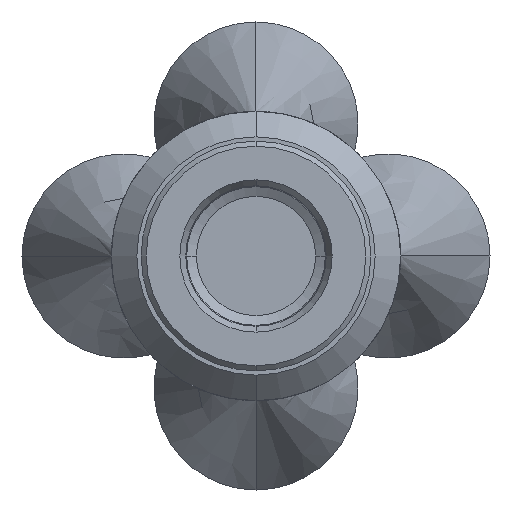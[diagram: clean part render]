
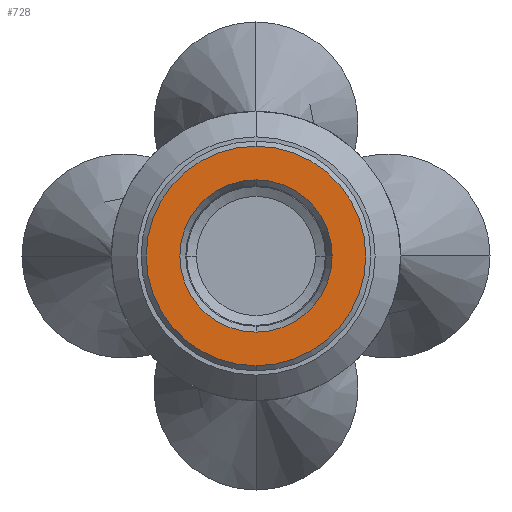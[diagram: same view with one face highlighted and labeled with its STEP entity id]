
A CAD part, front view. The second image highlights one B-rep face of the part: STEP entity #728.
In plain terms, the highlighted planar face has unit normal (0, -1, 0).
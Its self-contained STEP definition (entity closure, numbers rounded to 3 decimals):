
#176 = EDGE_LOOP ( 'NONE', ( #1395, #4513 ) ) ;
#282 = VERTEX_POINT ( 'NONE', #3328 ) ;
#389 = VERTEX_POINT ( 'NONE', #3428 ) ;
#390 = EDGE_LOOP ( 'NONE', ( #4508, #4542 ) ) ;
#433 = VERTEX_POINT ( 'NONE', #3468 ) ;
#453 = VERTEX_POINT ( 'NONE', #3485 ) ;
#619 = EDGE_CURVE ( 'NONE', #282, #389, #4327, .T. ) ;
#684 = EDGE_CURVE ( 'NONE', #389, #282, #3130, .T. ) ;
#728 = ADVANCED_FACE ( 'NONE', ( #1933, #1936 ), #1937, .T. ) ;
#847 = AXIS2_PLACEMENT_3D ( 'NONE', #1932, #1939, #1940 ) ;
#1013 = AXIS2_PLACEMENT_3D ( 'NONE', #4933, #4934, #4935 ) ;
#1124 = CIRCLE ( 'NONE', #1013, 6.45 ) ;
#1395 = ORIENTED_EDGE ( 'NONE', *, *, #2620, .F. ) ;
#1503 = CARTESIAN_POINT ( 'NONE',  ( 0., -8.2, 0. ) ) ;
#1504 = DIRECTION ( 'NONE',  ( 0., 1., 0. ) ) ;
#1505 = DIRECTION ( 'NONE',  ( 0., 0., -1. ) ) ;
#1740 = CARTESIAN_POINT ( 'NONE',  ( 0., -8.2, 0. ) ) ;
#1741 = DIRECTION ( 'NONE',  ( 0., 1., 0. ) ) ;
#1742 = DIRECTION ( 'NONE',  ( 0., 0., -1. ) ) ;
#1932 = CARTESIAN_POINT ( 'NONE',  ( -6.45, -8.2, 0. ) ) ;
#1933 = FACE_BOUND ( 'NONE', #390, .T. ) ;
#1936 = FACE_OUTER_BOUND ( 'NONE', #176, .T. ) ;
#1937 = PLANE ( 'NONE',  #847 ) ;
#1939 = DIRECTION ( 'NONE',  ( 0., -1., 0. ) ) ;
#1940 = DIRECTION ( 'NONE',  ( 0., 0., 1. ) ) ;
#2620 = EDGE_CURVE ( 'NONE', #453, #433, #1124, .T. ) ;
#2778 = EDGE_CURVE ( 'NONE', #433, #453, #3975, .T. ) ;
#3128 = AXIS2_PLACEMENT_3D ( 'NONE', #1740, #1741, #1742 ) ;
#3130 = CIRCLE ( 'NONE', #3128, 4.475 ) ;
#3328 = CARTESIAN_POINT ( 'NONE',  ( 0., -8.2, 4.475 ) ) ;
#3428 = CARTESIAN_POINT ( 'NONE',  ( 0., -8.2, -4.475 ) ) ;
#3468 = CARTESIAN_POINT ( 'NONE',  ( 0., -8.2, 6.45 ) ) ;
#3485 = CARTESIAN_POINT ( 'NONE',  ( 0., -8.2, -6.45 ) ) ;
#3975 = CIRCLE ( 'NONE', #3990, 6.45 ) ;
#3990 = AXIS2_PLACEMENT_3D ( 'NONE', #5340, #5341, #5342 ) ;
#4306 = AXIS2_PLACEMENT_3D ( 'NONE', #1503, #1504, #1505 ) ;
#4327 = CIRCLE ( 'NONE', #4306, 4.475 ) ;
#4508 = ORIENTED_EDGE ( 'NONE', *, *, #619, .T. ) ;
#4513 = ORIENTED_EDGE ( 'NONE', *, *, #2778, .F. ) ;
#4542 = ORIENTED_EDGE ( 'NONE', *, *, #684, .T. ) ;
#4933 = CARTESIAN_POINT ( 'NONE',  ( 0., -8.2, 0. ) ) ;
#4934 = DIRECTION ( 'NONE',  ( 0., 1., 0. ) ) ;
#4935 = DIRECTION ( 'NONE',  ( 0., 0., -1. ) ) ;
#5340 = CARTESIAN_POINT ( 'NONE',  ( 0., -8.2, 0. ) ) ;
#5341 = DIRECTION ( 'NONE',  ( 0., 1., 0. ) ) ;
#5342 = DIRECTION ( 'NONE',  ( 0., 0., -1. ) ) ;
